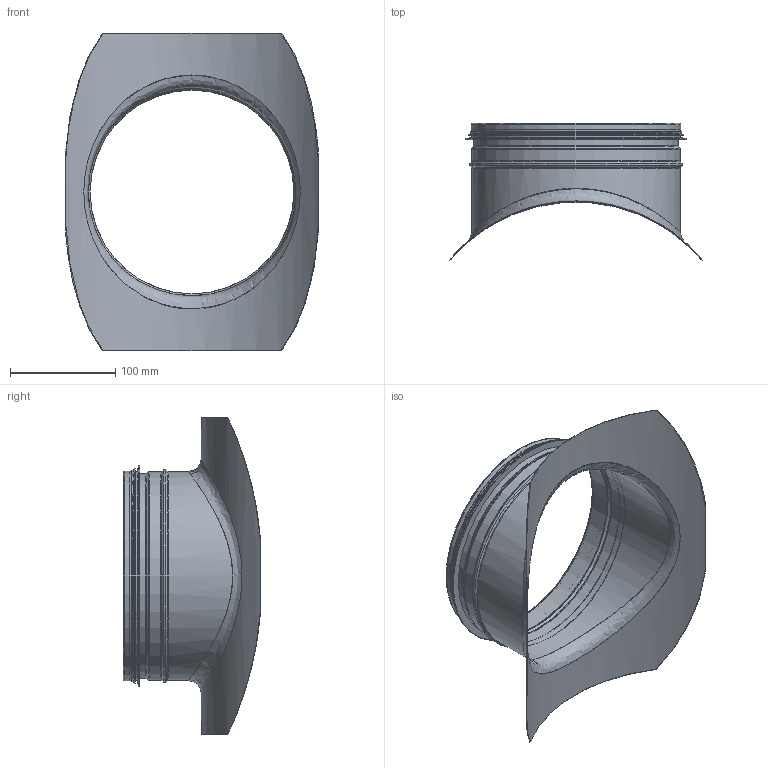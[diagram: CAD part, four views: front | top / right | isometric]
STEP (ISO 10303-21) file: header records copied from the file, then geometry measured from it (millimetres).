
FILE_DESCRIPTION((''),'2;1');
FILE_NAME('HPS_315-200.stp','2014-02-24T07:54:35',(''),(''),'Autodesk Inventor 2013','Autodesk Inventor 2013','');
FILE_SCHEMA(('AUTOMOTIVE_DESIGN { 1 2 10303 214 0 1 1 1 }'));
Length unit declared in the file: millimetre
Products named in the file (3): HPS_315-200; HPSRörämne_315-200; 999006
Assembly tree (2 placements, depth 2):
  HPS_315-200
    HPSRörämne_315-200
    999006
Bounding box: 240 x 130.08 x 301 mm (x, y, z)
Volume: 77410.6 mm3; surface area: 235779.4 mm2
Topology: 2 solids, 2 shells, 56 faces, 115 edges, 67 vertices
Faces by surface type: cylinder 23, torus 15, plane 10, cone 6, bspline 2
Full cylindrical faces by diameter (mm): 193.15 x1, 194.15 x1, 195.35 x1, 196.95 x1, 197.95 x6, 198.95 x1, 204.35 x1, 209.35 x1
Entity records: 2162 total; most frequent: CARTESIAN_POINT 963, DIRECTION 228, ORIENTED_EDGE 162, AXIS2_PLACEMENT_3D 108, EDGE_LOOP 98, EDGE_CURVE 81, VERTEX_POINT 67, STYLED_ITEM 58
